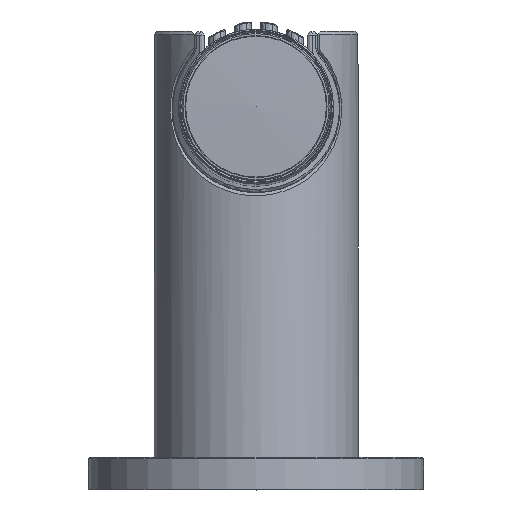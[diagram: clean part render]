
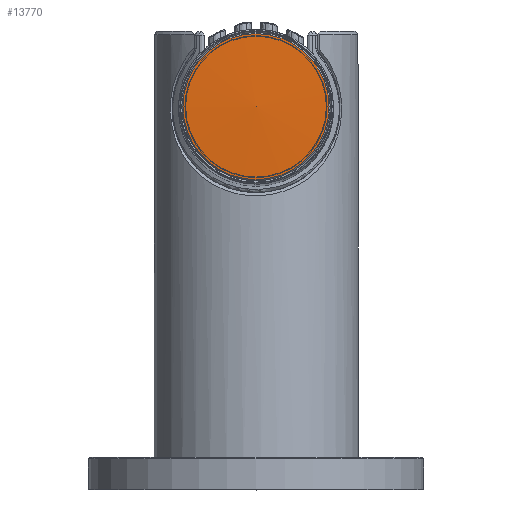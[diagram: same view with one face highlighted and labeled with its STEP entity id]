
A CAD part, top view. The second image highlights one B-rep face of the part: STEP entity #13770.
In plain terms, the highlighted spherical face has radius 189.104 mm.
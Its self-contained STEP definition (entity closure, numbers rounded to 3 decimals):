
#26=SPHERICAL_SURFACE('',#14945,189.104);
#5403=ORIENTED_EDGE('',*,*,#7018,.T.);
#7018=EDGE_CURVE('',#8168,#8168,#8715,.T.);
#8168=VERTEX_POINT('',#39779);
#8715=CIRCLE('',#14944,11.312);
#9980=EDGE_LOOP('',(#5403));
#11259=FACE_BOUND('',#9980,.T.);
#13770=ADVANCED_FACE('',(#11259),#26,.T.);
#14944=AXIS2_PLACEMENT_3D('',#39778,#17578,#17579);
#14945=AXIS2_PLACEMENT_3D('',#39780,#17580,#17581);
#17578=DIRECTION('',(0.,0.,1.));
#17579=DIRECTION('',(1.,0.,0.));
#17580=DIRECTION('',(0.,0.,1.));
#17581=DIRECTION('',(1.,0.,0.));
#39778=CARTESIAN_POINT('',(0.,0.,0.011));
#39779=CARTESIAN_POINT('',(11.312,0.,0.011));
#39780=CARTESIAN_POINT('',(0.,0.,-188.754));
